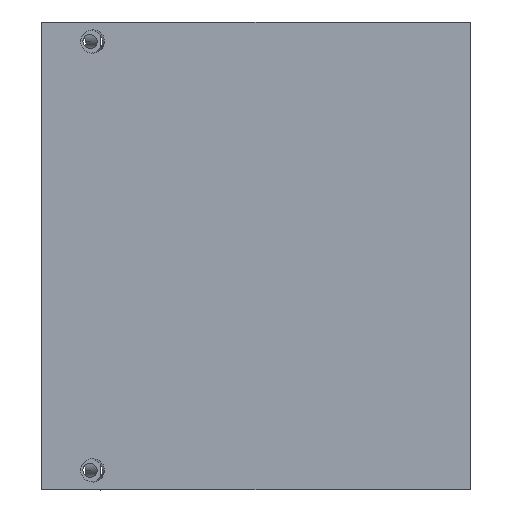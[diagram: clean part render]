
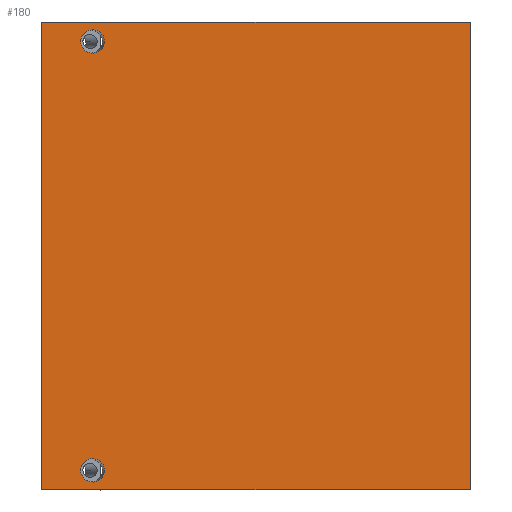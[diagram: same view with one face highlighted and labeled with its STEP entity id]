
A CAD part, top view. The second image highlights one B-rep face of the part: STEP entity #180.
In plain terms, the highlighted planar face has unit normal (0, 0, 1).
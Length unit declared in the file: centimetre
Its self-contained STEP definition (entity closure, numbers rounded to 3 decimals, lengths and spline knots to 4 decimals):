
#5 = FACE_BOUND ( 'NONE', #571, .T. ) ;
#15 = CARTESIAN_POINT ( 'NONE',  ( -4.4951, 5.5, 2.2 ) ) ;
#34 = LINE ( 'NONE', #645, #691 ) ;
#39 = CARTESIAN_POINT ( 'NONE',  ( -4.4951, -5.5, 2.2 ) ) ;
#57 = EDGE_CURVE ( 'NONE', #656, #560, #260, .T. ) ;
#71 = ORIENTED_EDGE ( 'NONE', *, *, #342, .F. ) ;
#90 = CARTESIAN_POINT ( 'NONE',  ( -3.8868, -6.1, 2.2 ) ) ;
#95 = DIRECTION ( 'NONE',  ( 0., -1., 0. ) ) ;
#98 = CARTESIAN_POINT ( 'NONE',  ( -5.5, 6., 2.2 ) ) ;
#117 = CARTESIAN_POINT ( 'NONE',  ( -4.4951, 5.5, 2.2 ) ) ;
#119 = DIRECTION ( 'NONE',  ( 1., 0., 0. ) ) ;
#120 =( BOUNDED_CURVE ( )  B_SPLINE_CURVE ( 3, ( #678, #473, #90, #419 ),
 .UNSPECIFIED., .F., .F. ) 
 B_SPLINE_CURVE_WITH_KNOTS ( ( 4, 4 ),
 ( 0., 0.5 ),
 .UNSPECIFIED. ) 
 CURVE ( )  GEOMETRIC_REPRESENTATION_ITEM ( )  RATIONAL_B_SPLINE_CURVE ( ( 1., 0.333, 0.333, 1. ) ) 
 REPRESENTATION_ITEM ( '' )  );
#127 = ORIENTED_EDGE ( 'NONE', *, *, #57, .T. ) ;
#134 = DIRECTION ( 'NONE',  ( 1., 0., 0. ) ) ;
#136 = VERTEX_POINT ( 'NONE', #454 ) ;
#139 = CARTESIAN_POINT ( 'NONE',  ( -5.5, -6., 2.2 ) ) ;
#143 = EDGE_CURVE ( 'NONE', #216, #136, #444, .T. ) ;
#162 = VECTOR ( 'NONE', #134, 100. ) ;
#171 = ORIENTED_EDGE ( 'NONE', *, *, #417, .T. ) ;
#173 = CARTESIAN_POINT ( 'NONE',  ( -4.4951, 6.1, 2.2 ) ) ;
#180 = ADVANCED_FACE ( 'NONE', ( #616, #5, #280 ), #442, .T. ) ;
#182 = CARTESIAN_POINT ( 'NONE',  ( -4.4951, -5.5, 2.2 ) ) ;
#198 = CARTESIAN_POINT ( 'NONE',  ( -5.5, 6., 2.2 ) ) ;
#202 = EDGE_LOOP ( 'NONE', ( #253, #71 ) ) ;
#216 = VERTEX_POINT ( 'NONE', #348 ) ;
#243 = ORIENTED_EDGE ( 'NONE', *, *, #317, .F. ) ;
#249 = VERTEX_POINT ( 'NONE', #398 ) ;
#252 = CARTESIAN_POINT ( 'NONE',  ( -3.8868, -4.9, 2.2 ) ) ;
#253 = ORIENTED_EDGE ( 'NONE', *, *, #341, .F. ) ;
#260 = LINE ( 'NONE', #644, #674 ) ;
#270 = DIRECTION ( 'NONE',  ( 0., 1., 0. ) ) ;
#280 = FACE_OUTER_BOUND ( 'NONE', #569, .T. ) ;
#300 = CARTESIAN_POINT ( 'NONE',  ( -3.8868, 4.9, 2.2 ) ) ;
#305 = CARTESIAN_POINT ( 'NONE',  ( 5.5, -6., 2.2 ) ) ;
#317 = EDGE_CURVE ( 'NONE', #136, #216, #413, .T. ) ;
#333 = EDGE_CURVE ( 'NONE', #560, #679, #520, .T. ) ;
#341 = EDGE_CURVE ( 'NONE', #249, #527, #489, .T. ) ;
#342 = EDGE_CURVE ( 'NONE', #527, #249, #120, .T. ) ;
#348 = CARTESIAN_POINT ( 'NONE',  ( -3.8868, 5.5, 2.2 ) ) ;
#352 = CARTESIAN_POINT ( 'NONE',  ( -4.4951, 4.9, 2.2 ) ) ;
#371 = CARTESIAN_POINT ( 'NONE',  ( -3.8868, -5.5, 2.2 ) ) ;
#379 = LINE ( 'NONE', #98, #505 ) ;
#386 = ORIENTED_EDGE ( 'NONE', *, *, #143, .F. ) ;
#388 = AXIS2_PLACEMENT_3D ( 'NONE', #669, #609, #119 ) ;
#398 = CARTESIAN_POINT ( 'NONE',  ( -3.8868, -5.5, 2.2 ) ) ;
#401 = VERTEX_POINT ( 'NONE', #706 ) ;
#406 = CARTESIAN_POINT ( 'NONE',  ( -4.4951, -4.9, 2.2 ) ) ;
#411 = ORIENTED_EDGE ( 'NONE', *, *, #437, .T. ) ;
#413 =( BOUNDED_CURVE ( )  B_SPLINE_CURVE ( 3, ( #15, #352, #300, #533 ),
 .UNSPECIFIED., .F., .F. ) 
 B_SPLINE_CURVE_WITH_KNOTS ( ( 4, 4 ),
 ( 0., 0.5 ),
 .UNSPECIFIED. ) 
 CURVE ( )  GEOMETRIC_REPRESENTATION_ITEM ( )  RATIONAL_B_SPLINE_CURVE ( ( 1., 0.333, 0.333, 1. ) ) 
 REPRESENTATION_ITEM ( '' )  );
#417 = EDGE_CURVE ( 'NONE', #401, #656, #379, .T. ) ;
#419 = CARTESIAN_POINT ( 'NONE',  ( -3.8868, -5.5, 2.2 ) ) ;
#437 = EDGE_CURVE ( 'NONE', #679, #401, #34, .T. ) ;
#442 = PLANE ( 'NONE',  #388 ) ;
#444 =( BOUNDED_CURVE ( )  B_SPLINE_CURVE ( 3, ( #675, #613, #173, #117 ),
 .UNSPECIFIED., .F., .F. ) 
 B_SPLINE_CURVE_WITH_KNOTS ( ( 4, 4 ),
 ( 0.5, 1. ),
 .UNSPECIFIED. ) 
 CURVE ( )  GEOMETRIC_REPRESENTATION_ITEM ( )  RATIONAL_B_SPLINE_CURVE ( ( 1., 0.333, 0.333, 1. ) ) 
 REPRESENTATION_ITEM ( '' )  );
#454 = CARTESIAN_POINT ( 'NONE',  ( -4.4951, 5.5, 2.2 ) ) ;
#473 = CARTESIAN_POINT ( 'NONE',  ( -4.4951, -6.1, 2.2 ) ) ;
#489 =( BOUNDED_CURVE ( )  B_SPLINE_CURVE ( 3, ( #371, #252, #406, #182 ),
 .UNSPECIFIED., .F., .F. ) 
 B_SPLINE_CURVE_WITH_KNOTS ( ( 4, 4 ),
 ( 0.5, 1. ),
 .UNSPECIFIED. ) 
 CURVE ( )  GEOMETRIC_REPRESENTATION_ITEM ( )  RATIONAL_B_SPLINE_CURVE ( ( 1., 0.333, 0.333, 1. ) ) 
 REPRESENTATION_ITEM ( '' )  );
#505 = VECTOR ( 'NONE', #650, 100. ) ;
#520 = LINE ( 'NONE', #139, #162 ) ;
#527 = VERTEX_POINT ( 'NONE', #39 ) ;
#533 = CARTESIAN_POINT ( 'NONE',  ( -3.8868, 5.5, 2.2 ) ) ;
#560 = VERTEX_POINT ( 'NONE', #707 ) ;
#569 = EDGE_LOOP ( 'NONE', ( #127, #579, #411, #171 ) ) ;
#571 = EDGE_LOOP ( 'NONE', ( #386, #243 ) ) ;
#579 = ORIENTED_EDGE ( 'NONE', *, *, #333, .T. ) ;
#609 = DIRECTION ( 'NONE',  ( 0., 0., 1. ) ) ;
#613 = CARTESIAN_POINT ( 'NONE',  ( -3.8868, 6.1, 2.2 ) ) ;
#616 = FACE_BOUND ( 'NONE', #202, .T. ) ;
#644 = CARTESIAN_POINT ( 'NONE',  ( -5.5, 6., 2.2 ) ) ;
#645 = CARTESIAN_POINT ( 'NONE',  ( 5.5, 6., 2.2 ) ) ;
#650 = DIRECTION ( 'NONE',  ( -1., 0., 0. ) ) ;
#656 = VERTEX_POINT ( 'NONE', #198 ) ;
#669 = CARTESIAN_POINT ( 'NONE',  ( 0., 0., 2.2 ) ) ;
#674 = VECTOR ( 'NONE', #95, 100. ) ;
#675 = CARTESIAN_POINT ( 'NONE',  ( -3.8868, 5.5, 2.2 ) ) ;
#678 = CARTESIAN_POINT ( 'NONE',  ( -4.4951, -5.5, 2.2 ) ) ;
#679 = VERTEX_POINT ( 'NONE', #305 ) ;
#691 = VECTOR ( 'NONE', #270, 100. ) ;
#706 = CARTESIAN_POINT ( 'NONE',  ( 5.5, 6., 2.2 ) ) ;
#707 = CARTESIAN_POINT ( 'NONE',  ( -5.5, -6., 2.2 ) ) ;
